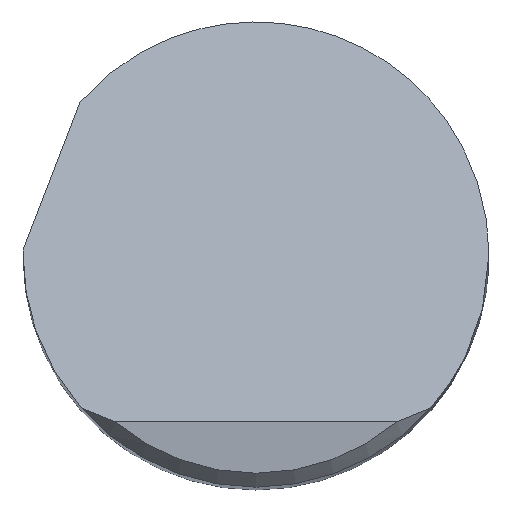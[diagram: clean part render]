
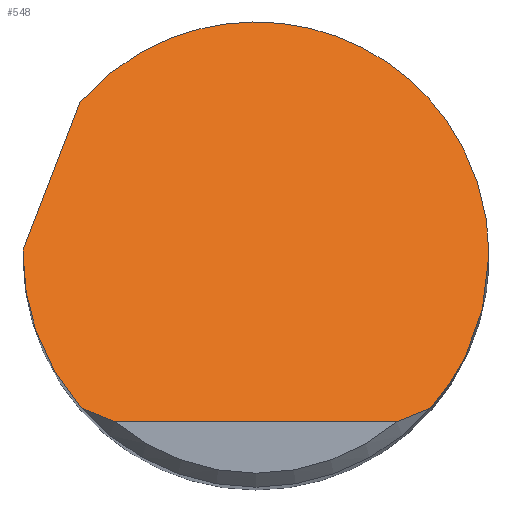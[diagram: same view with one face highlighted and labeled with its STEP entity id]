
A CAD part, top view. The second image highlights one B-rep face of the part: STEP entity #548.
In plain terms, the highlighted planar face has unit normal (0, 0.707, 0.707).
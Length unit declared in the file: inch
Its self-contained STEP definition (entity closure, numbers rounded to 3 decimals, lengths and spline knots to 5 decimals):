
#2 = EDGE_CURVE ( 'NONE', #450, #553, #595, .T. ) ;
#24 = DIRECTION ( 'NONE',  ( 1., 0., 0. ) ) ;
#34 = EDGE_LOOP ( 'NONE', ( #134, #274, #61, #371, #620, #156, #150, #220 ) ) ;
#47 = B_SPLINE_CURVE_WITH_KNOTS ( 'NONE', 3,
 ( #406, #397, #497, #500 ),
 .UNSPECIFIED., .F., .F.,
 ( 4, 4 ),
 ( 0., 0.00108 ),
 .UNSPECIFIED. ) ;
#58 = CARTESIAN_POINT ( 'NONE',  ( -0.22834, -0.11887, 2.93887 ) ) ;
#61 = ORIENTED_EDGE ( 'NONE', *, *, #326, .F. ) ;
#87 = DIRECTION ( 'NONE',  ( 0.263, 0.682, -0.682 ) ) ;
#111 = VERTEX_POINT ( 'NONE', #555 ) ;
#115 = CARTESIAN_POINT ( 'NONE',  ( -0.25, 0., 2.82 ) ) ;
#126 = FACE_OUTER_BOUND ( 'NONE', #34, .T. ) ;
#127 = AXIS2_PLACEMENT_3D ( 'NONE', #349, #239, #598 ) ;
#130 = EDGE_CURVE ( 'NONE', #111, #525, #619, .T. ) ;
#134 = ORIENTED_EDGE ( 'NONE', *, *, #130, .T. ) ;
#149 = CARTESIAN_POINT ( 'NONE',  ( 0.25, 0., 2.82 ) ) ;
#150 = ORIENTED_EDGE ( 'NONE', *, *, #232, .F. ) ;
#156 = ORIENTED_EDGE ( 'NONE', *, *, #2, .F. ) ;
#174 = CARTESIAN_POINT ( 'NONE',  ( -0.24995, 0.005, 2.815 ) ) ;
#198 =( BOUNDED_CURVE ( )  B_SPLINE_CURVE ( 3, ( #218, #58, #486, #628 ),
 .UNSPECIFIED., .F., .F. ) 
 B_SPLINE_CURVE_WITH_KNOTS ( ( 4, 4 ),
 ( 3.99157, 4.71239 ),
 .UNSPECIFIED. ) 
 CURVE ( )  GEOMETRIC_REPRESENTATION_ITEM ( )  RATIONAL_B_SPLINE_CURVE ( ( 1., 0.957, 0.957, 1. ) ) 
 REPRESENTATION_ITEM ( '' )  );
#214 = VERTEX_POINT ( 'NONE', #282 ) ;
#218 = CARTESIAN_POINT ( 'NONE',  ( -0.18782, -0.165, 2.985 ) ) ;
#220 = ORIENTED_EDGE ( 'NONE', *, *, #558, .T. ) ;
#230 = CARTESIAN_POINT ( 'NONE',  ( -0.18855, 0.16416, 2.65584 ) ) ;
#232 = EDGE_CURVE ( 'NONE', #417, #450, #198, .T. ) ;
#239 = DIRECTION ( 'NONE',  ( 0., -0.707, -0.707 ) ) ;
#254 = CARTESIAN_POINT ( 'NONE',  ( -0.18782, -0.165, 2.985 ) ) ;
#274 = ORIENTED_EDGE ( 'NONE', *, *, #302, .T. ) ;
#282 = CARTESIAN_POINT ( 'NONE',  ( 0.25, 0., 2.82 ) ) ;
#286 = CARTESIAN_POINT ( 'NONE',  ( -0.25, 0.00167, 2.81833 ) ) ;
#294 =( BOUNDED_CURVE ( )  B_SPLINE_CURVE ( 3, ( #433, #637, #430, #634 ),
 .UNSPECIFIED., .F., .F. ) 
 B_SPLINE_CURVE_WITH_KNOTS ( ( 4, 4 ),
 ( 1.5708, 2.29162 ),
 .UNSPECIFIED. ) 
 CURVE ( )  GEOMETRIC_REPRESENTATION_ITEM ( )  RATIONAL_B_SPLINE_CURVE ( ( 1., 0.957, 0.957, 1. ) ) 
 REPRESENTATION_ITEM ( '' )  );
#297 = VECTOR ( 'NONE', #87, 39.37008 ) ;
#302 = EDGE_CURVE ( 'NONE', #525, #574, #318, .T. ) ;
#308 = CARTESIAN_POINT ( 'NONE',  ( 0.25, 0.27527, 2.54473 ) ) ;
#318 = B_SPLINE_CURVE_WITH_KNOTS ( 'NONE', 3,
 ( #538, #529, #479, #472 ),
 .UNSPECIFIED., .F., .F.,
 ( 4, 4 ),
 ( 0., 0.00108 ),
 .UNSPECIFIED. ) ;
#326 = EDGE_CURVE ( 'NONE', #214, #574, #294, .T. ) ;
#337 = CARTESIAN_POINT ( 'NONE',  ( -0.24995, 0.005, 2.815 ) ) ;
#349 = CARTESIAN_POINT ( 'NONE',  ( -0.25, -0.18, 3. ) ) ;
#371 = ORIENTED_EDGE ( 'NONE', *, *, #420, .F. ) ;
#397 = CARTESIAN_POINT ( 'NONE',  ( -0.17589, -0.1704, 2.9904 ) ) ;
#398 = CARTESIAN_POINT ( 'NONE',  ( 0., -0.18, 3. ) ) ;
#406 = CARTESIAN_POINT ( 'NONE',  ( -0.18782, -0.165, 2.985 ) ) ;
#417 = VERTEX_POINT ( 'NONE', #254 ) ;
#420 = EDGE_CURVE ( 'NONE', #494, #214, #655, .T. ) ;
#428 = PLANE ( 'NONE',  #127 ) ;
#430 = CARTESIAN_POINT ( 'NONE',  ( 0.22834, -0.11887, 2.93887 ) ) ;
#433 = CARTESIAN_POINT ( 'NONE',  ( 0.25, 0., 2.82 ) ) ;
#442 = CARTESIAN_POINT ( 'NONE',  ( 0.15108, -0.18, 3. ) ) ;
#446 = VECTOR ( 'NONE', #24, 39.37008 ) ;
#450 = VERTEX_POINT ( 'NONE', #575 ) ;
#461 = LINE ( 'NONE', #508, #297 ) ;
#463 = CARTESIAN_POINT ( 'NONE',  ( -0.18855, 0.16416, 2.65584 ) ) ;
#472 = CARTESIAN_POINT ( 'NONE',  ( 0.18782, -0.165, 2.985 ) ) ;
#479 = CARTESIAN_POINT ( 'NONE',  ( 0.17589, -0.1704, 2.9904 ) ) ;
#486 = CARTESIAN_POINT ( 'NONE',  ( -0.25, -0.06141, 2.88141 ) ) ;
#494 = VERTEX_POINT ( 'NONE', #230 ) ;
#497 = CARTESIAN_POINT ( 'NONE',  ( -0.16367, -0.17542, 2.99542 ) ) ;
#500 = CARTESIAN_POINT ( 'NONE',  ( -0.15108, -0.18, 3. ) ) ;
#508 = CARTESIAN_POINT ( 'NONE',  ( -0.31638, -0.1672, 2.9872 ) ) ;
#525 = VERTEX_POINT ( 'NONE', #442 ) ;
#529 = CARTESIAN_POINT ( 'NONE',  ( 0.16367, -0.17542, 2.99542 ) ) ;
#538 = CARTESIAN_POINT ( 'NONE',  ( 0.15108, -0.18, 3. ) ) ;
#548 = ADVANCED_FACE ( 'NONE', ( #126 ), #428, .F. ) ;
#553 = VERTEX_POINT ( 'NONE', #337 ) ;
#555 = CARTESIAN_POINT ( 'NONE',  ( -0.15108, -0.18, 3. ) ) ;
#558 = EDGE_CURVE ( 'NONE', #417, #111, #47, .T. ) ;
#559 = CARTESIAN_POINT ( 'NONE',  ( -0.0078, 0.37177, 2.44823 ) ) ;
#574 = VERTEX_POINT ( 'NONE', #663 ) ;
#575 = CARTESIAN_POINT ( 'NONE',  ( -0.25, 0., 2.82 ) ) ;
#581 = EDGE_CURVE ( 'NONE', #553, #494, #461, .T. ) ;
#595 =( BOUNDED_CURVE ( )  B_SPLINE_CURVE ( 3, ( #115, #286, #641, #174 ),
 .UNSPECIFIED., .F., .F. ) 
 B_SPLINE_CURVE_WITH_KNOTS ( ( 4, 4 ),
 ( 4.71239, 4.73239 ),
 .UNSPECIFIED. ) 
 CURVE ( )  GEOMETRIC_REPRESENTATION_ITEM ( )  RATIONAL_B_SPLINE_CURVE ( ( 1., 1., 1., 1. ) ) 
 REPRESENTATION_ITEM ( '' )  );
#598 = DIRECTION ( 'NONE',  ( 0., 0.707, -0.707 ) ) ;
#619 = LINE ( 'NONE', #398, #446 ) ;
#620 = ORIENTED_EDGE ( 'NONE', *, *, #581, .F. ) ;
#628 = CARTESIAN_POINT ( 'NONE',  ( -0.25, 0., 2.82 ) ) ;
#634 = CARTESIAN_POINT ( 'NONE',  ( 0.18782, -0.165, 2.985 ) ) ;
#637 = CARTESIAN_POINT ( 'NONE',  ( 0.25, -0.06141, 2.88141 ) ) ;
#641 = CARTESIAN_POINT ( 'NONE',  ( -0.24998, 0.00333, 2.81667 ) ) ;
#655 =( BOUNDED_CURVE ( )  B_SPLINE_CURVE ( 3, ( #463, #559, #308, #149 ),
 .UNSPECIFIED., .F., .F. ) 
 B_SPLINE_CURVE_WITH_KNOTS ( ( 4, 4 ),
 ( 5.42872, 7.85398 ),
 .UNSPECIFIED. ) 
 CURVE ( )  GEOMETRIC_REPRESENTATION_ITEM ( )  RATIONAL_B_SPLINE_CURVE ( ( 1., 0.567, 0.567, 1. ) ) 
 REPRESENTATION_ITEM ( '' )  );
#663 = CARTESIAN_POINT ( 'NONE',  ( 0.18782, -0.165, 2.985 ) ) ;
